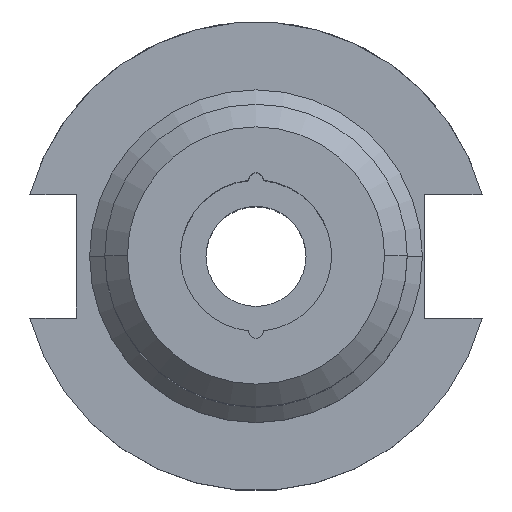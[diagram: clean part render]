
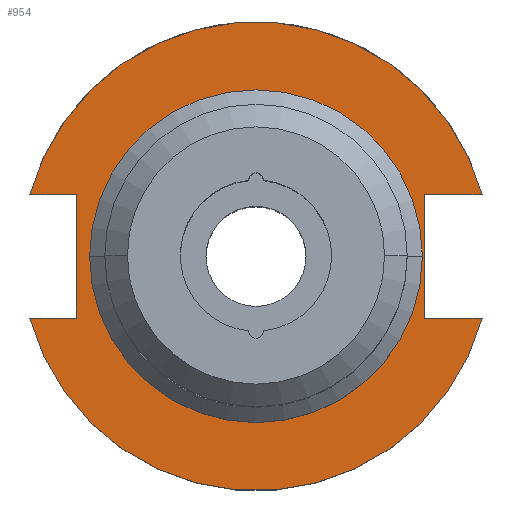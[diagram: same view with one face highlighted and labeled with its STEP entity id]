
A CAD part, top view. The second image highlights one B-rep face of the part: STEP entity #954.
In plain terms, the highlighted planar face has unit normal (0, 0, 1).
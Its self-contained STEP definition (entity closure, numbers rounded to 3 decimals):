
#4 = LINE ( 'NONE', #1935, #1645 ) ;
#23 = CARTESIAN_POINT ( 'NONE',  ( -37.719, 12.954, 19.05 ) ) ;
#62 = EDGE_CURVE ( 'NONE', #860, #1681, #855, .T. ) ;
#64 = CARTESIAN_POINT ( 'NONE',  ( 35.306, 0., 19.05 ) ) ;
#65 = DIRECTION ( 'NONE',  ( 1., 0., 0. ) ) ;
#67 = DIRECTION ( 'NONE',  ( 1., 0., 0. ) ) ;
#89 = CARTESIAN_POINT ( 'NONE',  ( 0., 0., 19.05 ) ) ;
#94 = DIRECTION ( 'NONE',  ( 0., 0., 1. ) ) ;
#104 = AXIS2_PLACEMENT_3D ( 'NONE', #1882, #939, #1257 ) ;
#111 = DIRECTION ( 'NONE',  ( 1., 0., 0. ) ) ;
#119 = VERTEX_POINT ( 'NONE', #1696 ) ;
#201 = DIRECTION ( 'NONE',  ( 0., 0., -1. ) ) ;
#264 = EDGE_CURVE ( 'NONE', #289, #663, #1046, .T. ) ;
#289 = VERTEX_POINT ( 'NONE', #673 ) ;
#334 = EDGE_LOOP ( 'NONE', ( #1628, #1249 ) ) ;
#349 = EDGE_CURVE ( 'NONE', #1809, #610, #934, .T. ) ;
#351 = LINE ( 'NONE', #1362, #742 ) ;
#352 = CARTESIAN_POINT ( 'NONE',  ( 0., 34.925, 19.05 ) ) ;
#434 = CARTESIAN_POINT ( 'NONE',  ( -47.477, -12.954, 19.05 ) ) ;
#442 = EDGE_CURVE ( 'NONE', #1934, #860, #1214, .T. ) ;
#444 = EDGE_CURVE ( 'NONE', #1338, #996, #4, .T. ) ;
#501 = CARTESIAN_POINT ( 'NONE',  ( 0., 12.954, 19.05 ) ) ;
#517 = AXIS2_PLACEMENT_3D ( 'NONE', #1324, #201, #1158 ) ;
#610 = VERTEX_POINT ( 'NONE', #733 ) ;
#623 = EDGE_CURVE ( 'NONE', #1681, #119, #351, .T. ) ;
#645 = VECTOR ( 'NONE', #2026, 1000. ) ;
#663 = VERTEX_POINT ( 'NONE', #841 ) ;
#673 = CARTESIAN_POINT ( 'NONE',  ( 35.306, 12.954, 19.05 ) ) ;
#679 = CARTESIAN_POINT ( 'NONE',  ( 0., 0., 19.05 ) ) ;
#706 = VECTOR ( 'NONE', #1695, 1000. ) ;
#725 = EDGE_CURVE ( 'NONE', #119, #289, #1839, .T. ) ;
#733 = CARTESIAN_POINT ( 'NONE',  ( 0., -34.925, 19.05 ) ) ;
#738 = CARTESIAN_POINT ( 'NONE',  ( -47.477, 12.954, 19.05 ) ) ;
#739 = CARTESIAN_POINT ( 'NONE',  ( -37.719, -12.954, 19.05 ) ) ;
#742 = VECTOR ( 'NONE', #1045, 1000. ) ;
#752 = DIRECTION ( 'NONE',  ( 0., -1., 0. ) ) ;
#755 = CIRCLE ( 'NONE', #1690, 34.925 ) ;
#771 = VECTOR ( 'NONE', #990, 1000. ) ;
#777 = CARTESIAN_POINT ( 'NONE',  ( 0., 0., 19.05 ) ) ;
#827 = CARTESIAN_POINT ( 'NONE',  ( 47.477, -12.954, 19.05 ) ) ;
#828 = EDGE_CURVE ( 'NONE', #663, #1338, #1961, .T. ) ;
#841 = CARTESIAN_POINT ( 'NONE',  ( 47.477, 12.954, 19.05 ) ) ;
#855 = CIRCLE ( 'NONE', #1576, 49.213 ) ;
#860 = VERTEX_POINT ( 'NONE', #434 ) ;
#920 = DIRECTION ( 'NONE',  ( 0., 0., -1. ) ) ;
#934 = CIRCLE ( 'NONE', #517, 34.925 ) ;
#939 = DIRECTION ( 'NONE',  ( 0., 0., 1. ) ) ;
#954 = ADVANCED_FACE ( 'NONE', ( #2038, #1986 ), #1736, .T. ) ;
#990 = DIRECTION ( 'NONE',  ( -1., 0., 0. ) ) ;
#996 = VERTEX_POINT ( 'NONE', #23 ) ;
#1045 = DIRECTION ( 'NONE',  ( -1., 0., 0. ) ) ;
#1046 = LINE ( 'NONE', #501, #1421 ) ;
#1158 = DIRECTION ( 'NONE',  ( 0., -1., 0. ) ) ;
#1171 = ORIENTED_EDGE ( 'NONE', *, *, #725, .T. ) ;
#1214 = LINE ( 'NONE', #1472, #771 ) ;
#1216 = ORIENTED_EDGE ( 'NONE', *, *, #623, .T. ) ;
#1218 = ORIENTED_EDGE ( 'NONE', *, *, #62, .T. ) ;
#1237 = ORIENTED_EDGE ( 'NONE', *, *, #1481, .T. ) ;
#1241 = ORIENTED_EDGE ( 'NONE', *, *, #828, .T. ) ;
#1246 = ORIENTED_EDGE ( 'NONE', *, *, #442, .T. ) ;
#1249 = ORIENTED_EDGE ( 'NONE', *, *, #349, .T. ) ;
#1250 = AXIS2_PLACEMENT_3D ( 'NONE', #89, #94, #111 ) ;
#1257 = DIRECTION ( 'NONE',  ( 1., 0., 0. ) ) ;
#1324 = CARTESIAN_POINT ( 'NONE',  ( 0., 0., 19.05 ) ) ;
#1338 = VERTEX_POINT ( 'NONE', #738 ) ;
#1362 = CARTESIAN_POINT ( 'NONE',  ( 0., -12.954, 19.05 ) ) ;
#1421 = VECTOR ( 'NONE', #67, 1000. ) ;
#1472 = CARTESIAN_POINT ( 'NONE',  ( 0., -12.954, 19.05 ) ) ;
#1481 = EDGE_CURVE ( 'NONE', #996, #1934, #1939, .T. ) ;
#1535 = EDGE_CURVE ( 'NONE', #610, #1809, #755, .T. ) ;
#1576 = AXIS2_PLACEMENT_3D ( 'NONE', #679, #1867, #65 ) ;
#1628 = ORIENTED_EDGE ( 'NONE', *, *, #1535, .T. ) ;
#1645 = VECTOR ( 'NONE', #1775, 1000. ) ;
#1681 = VERTEX_POINT ( 'NONE', #827 ) ;
#1690 = AXIS2_PLACEMENT_3D ( 'NONE', #777, #920, #752 ) ;
#1695 = DIRECTION ( 'NONE',  ( 0., 1., 0. ) ) ;
#1696 = CARTESIAN_POINT ( 'NONE',  ( 35.306, -12.954, 19.05 ) ) ;
#1716 = ORIENTED_EDGE ( 'NONE', *, *, #264, .T. ) ;
#1736 = PLANE ( 'NONE',  #104 ) ;
#1775 = DIRECTION ( 'NONE',  ( 1., 0., 0. ) ) ;
#1807 = ORIENTED_EDGE ( 'NONE', *, *, #444, .T. ) ;
#1809 = VERTEX_POINT ( 'NONE', #352 ) ;
#1839 = LINE ( 'NONE', #64, #706 ) ;
#1867 = DIRECTION ( 'NONE',  ( 0., 0., 1. ) ) ;
#1882 = CARTESIAN_POINT ( 'NONE',  ( -48.047, -49.803, 19.05 ) ) ;
#1934 = VERTEX_POINT ( 'NONE', #739 ) ;
#1935 = CARTESIAN_POINT ( 'NONE',  ( 0., 12.954, 19.05 ) ) ;
#1939 = LINE ( 'NONE', #2037, #645 ) ;
#1961 = CIRCLE ( 'NONE', #1250, 49.213 ) ;
#1986 = FACE_OUTER_BOUND ( 'NONE', #2002, .T. ) ;
#2002 = EDGE_LOOP ( 'NONE', ( #1237, #1246, #1218, #1216, #1171, #1716, #1241, #1807 ) ) ;
#2026 = DIRECTION ( 'NONE',  ( 0., -1., 0. ) ) ;
#2037 = CARTESIAN_POINT ( 'NONE',  ( -37.719, 0., 19.05 ) ) ;
#2038 = FACE_BOUND ( 'NONE', #334, .T. ) ;
